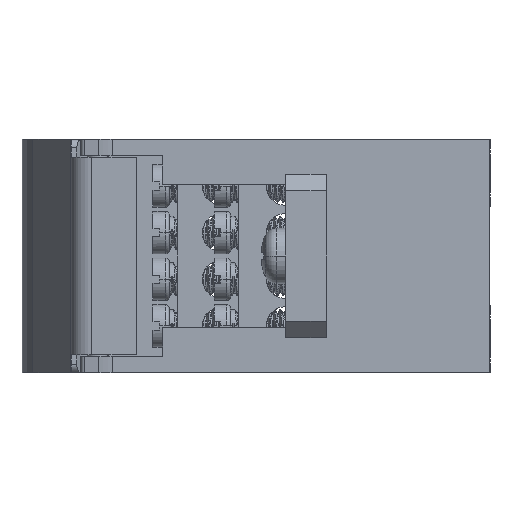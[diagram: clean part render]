
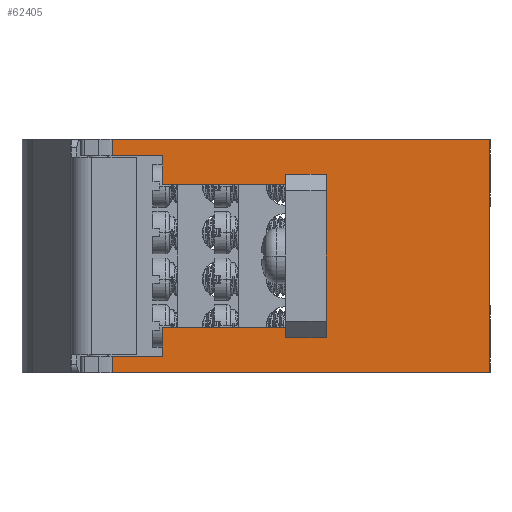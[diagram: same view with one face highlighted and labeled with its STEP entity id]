
A CAD part, left-side view. The second image highlights one B-rep face of the part: STEP entity #62405.
In plain terms, the highlighted planar face has unit normal (-1, 0, 0).
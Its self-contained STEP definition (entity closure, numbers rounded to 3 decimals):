
#24990=DIRECTION('',(0.,0.,-1.));
#24991=VECTOR('',#24990,16.2);
#24992=CARTESIAN_POINT('',(-21.,20.,8.1));
#24993=LINE('',#24992,#24991);
#24994=DIRECTION('',(0.,0.,-1.));
#24995=VECTOR('',#24994,0.65);
#24996=CARTESIAN_POINT('',(-21.,20.,8.75));
#24997=LINE('',#24996,#24995);
#24998=DIRECTION('',(0.,-1.,0.));
#24999=VECTOR('',#24998,20.);
#25000=CARTESIAN_POINT('',(-21.,40.,8.75));
#25001=LINE('',#25000,#24999);
#25002=DIRECTION('',(0.,0.,1.));
#25003=VECTOR('',#25002,3.5);
#25004=CARTESIAN_POINT('',(-21.,40.,8.75));
#25005=LINE('',#25004,#25003);
#25006=DIRECTION('',(0.,-1.,0.));
#25007=VECTOR('',#25006,6.172);
#25008=CARTESIAN_POINT('',(-21.,46.172,12.25));
#25009=LINE('',#25008,#25007);
#25010=DIRECTION('',(0.,0.,-1.));
#25011=VECTOR('',#25010,2.);
#25012=CARTESIAN_POINT('',(-21.,46.172,14.25));
#25013=LINE('',#25012,#25011);
#25014=DIRECTION('',(0.,0.,-1.));
#25015=VECTOR('',#25014,2.);
#25016=CARTESIAN_POINT('',(-21.,46.172,-12.25));
#25017=LINE('',#25016,#25015);
#25018=DIRECTION('',(0.,-1.,0.));
#25019=VECTOR('',#25018,6.172);
#25020=CARTESIAN_POINT('',(-21.,46.172,-12.25));
#25021=LINE('',#25020,#25019);
#25022=DIRECTION('',(0.,0.,1.));
#25023=VECTOR('',#25022,3.5);
#25024=CARTESIAN_POINT('',(-21.,40.,-12.25));
#25025=LINE('',#25024,#25023);
#25026=DIRECTION('',(0.,-1.,0.));
#25027=VECTOR('',#25026,20.);
#25028=CARTESIAN_POINT('',(-21.,40.,-8.75));
#25029=LINE('',#25028,#25027);
#25030=DIRECTION('',(0.,0.,-1.));
#25031=VECTOR('',#25030,0.65);
#25032=CARTESIAN_POINT('',(-21.,20.,-8.1));
#25033=LINE('',#25032,#25031);
#25541=DIRECTION('',(0.,-1.,0.));
#25542=VECTOR('',#25541,46.172);
#25543=CARTESIAN_POINT('',(-21.,46.172,14.25));
#25544=LINE('',#25543,#25542);
#25812=DIRECTION('',(0.,-1.,0.));
#25813=VECTOR('',#25812,46.172);
#25814=CARTESIAN_POINT('',(-21.,46.172,-14.25));
#25815=LINE('',#25814,#25813);
#26514=DIRECTION('',(0.,0.,1.));
#26515=VECTOR('',#26514,28.5);
#26516=CARTESIAN_POINT('',(-21.,0.,-14.25));
#26517=LINE('',#26516,#26515);
#28142=CARTESIAN_POINT('',(-21.,0.,-14.25));
#28143=CARTESIAN_POINT('',(-21.,0.,14.25));
#28144=VERTEX_POINT('',#28142);
#28145=VERTEX_POINT('',#28143);
#28254=CARTESIAN_POINT('',(-21.,20.,8.75));
#28256=VERTEX_POINT('',#28254);
#28259=CARTESIAN_POINT('',(-21.,20.,-8.75));
#28261=VERTEX_POINT('',#28259);
#28288=CARTESIAN_POINT('',(-21.,40.,8.75));
#28289=CARTESIAN_POINT('',(-21.,40.,12.25));
#28290=VERTEX_POINT('',#28288);
#28291=VERTEX_POINT('',#28289);
#28292=CARTESIAN_POINT('',(-21.,40.,-12.25));
#28293=CARTESIAN_POINT('',(-21.,40.,-8.75));
#28294=VERTEX_POINT('',#28292);
#28295=VERTEX_POINT('',#28293);
#28416=CARTESIAN_POINT('',(-21.,46.172,12.25));
#28418=VERTEX_POINT('',#28416);
#28422=CARTESIAN_POINT('',(-21.,46.172,14.25));
#28423=VERTEX_POINT('',#28422);
#28424=CARTESIAN_POINT('',(-21.,46.172,-14.25));
#28426=VERTEX_POINT('',#28424);
#28430=CARTESIAN_POINT('',(-21.,46.172,-12.25));
#28431=VERTEX_POINT('',#28430);
#29311=CARTESIAN_POINT('',(-21.,20.,8.1));
#29312=CARTESIAN_POINT('',(-21.,20.,-8.1));
#29313=VERTEX_POINT('',#29311);
#29314=VERTEX_POINT('',#29312);
#62373=CARTESIAN_POINT('',(-21.,56.,-14.25));
#62374=DIRECTION('',(-1.,0.,0.));
#62375=DIRECTION('',(0.,-1.,0.));
#62376=AXIS2_PLACEMENT_3D('',#62373,#62374,#62375);
#62377=PLANE('',#62376);
#62378=ORIENTED_EDGE('',*,*,#31956,.F.);
#62379=ORIENTED_EDGE('',*,*,#31928,.F.);
#62381=ORIENTED_EDGE('',*,*,#62380,.F.);
#62383=ORIENTED_EDGE('',*,*,#62382,.T.);
#62385=ORIENTED_EDGE('',*,*,#62384,.F.);
#62387=ORIENTED_EDGE('',*,*,#62386,.F.);
#62389=ORIENTED_EDGE('',*,*,#62388,.T.);
#62391=ORIENTED_EDGE('',*,*,#62390,.F.);
#62393=ORIENTED_EDGE('',*,*,#62392,.F.);
#62395=ORIENTED_EDGE('',*,*,#62394,.F.);
#62397=ORIENTED_EDGE('',*,*,#62396,.T.);
#62399=ORIENTED_EDGE('',*,*,#62398,.T.);
#62401=ORIENTED_EDGE('',*,*,#62400,.T.);
#62402=ORIENTED_EDGE('',*,*,#31908,.F.);
#62403=EDGE_LOOP('',(#62378,#62379,#62381,#62383,#62385,#62387,#62389,#62391,
#62393,#62395,#62397,#62399,#62401,#62402));
#62404=FACE_OUTER_BOUND('',#62403,.F.);
#62405=ADVANCED_FACE('',(#62404),#62377,.T.);
#31908=EDGE_CURVE('',#29314,#28261,#25033,.T.);
#31928=EDGE_CURVE('',#28256,#29313,#24997,.T.);
#31956=EDGE_CURVE('',#29313,#29314,#24993,.T.);
#62380=EDGE_CURVE('',#28290,#28256,#25001,.T.);
#62382=EDGE_CURVE('',#28290,#28291,#25005,.T.);
#62384=EDGE_CURVE('',#28418,#28291,#25009,.T.);
#62386=EDGE_CURVE('',#28423,#28418,#25013,.T.);
#62388=EDGE_CURVE('',#28423,#28145,#25544,.T.);
#62390=EDGE_CURVE('',#28144,#28145,#26517,.T.);
#62392=EDGE_CURVE('',#28426,#28144,#25815,.T.);
#62394=EDGE_CURVE('',#28431,#28426,#25017,.T.);
#62396=EDGE_CURVE('',#28431,#28294,#25021,.T.);
#62398=EDGE_CURVE('',#28294,#28295,#25025,.T.);
#62400=EDGE_CURVE('',#28295,#28261,#25029,.T.);
